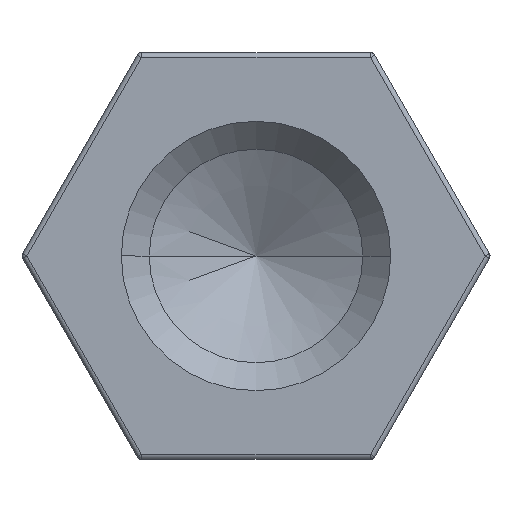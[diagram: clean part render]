
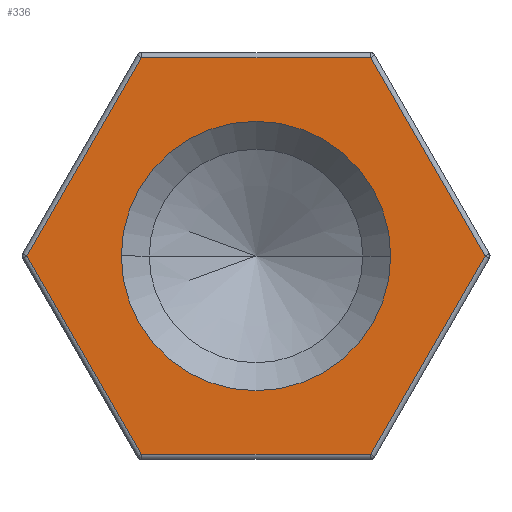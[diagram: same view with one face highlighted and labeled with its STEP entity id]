
A CAD part, left-side view. The second image highlights one B-rep face of the part: STEP entity #336.
In plain terms, the highlighted planar face has unit normal (-1, 0, 0).
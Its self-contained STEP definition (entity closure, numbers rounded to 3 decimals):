
#3 = CARTESIAN_POINT ( 'NONE',  ( 0., 3.377, -1.95 ) ) ;
#7 = ORIENTED_EDGE ( 'NONE', *, *, #194, .T. ) ;
#10 = DIRECTION ( 'NONE',  ( 0., 0.5, -0.866 ) ) ;
#16 = CARTESIAN_POINT ( 'NONE',  ( 0., 3.377, 1.95 ) ) ;
#44 = CARTESIAN_POINT ( 'NONE',  ( 0., -3.377, -1.95 ) ) ;
#51 = AXIS2_PLACEMENT_3D ( 'NONE', #1168, #1159, #1263 ) ;
#75 = VERTEX_POINT ( 'NONE', #97 ) ;
#89 = CARTESIAN_POINT ( 'NONE',  ( 0., 0., -3.9 ) ) ;
#97 = CARTESIAN_POINT ( 'NONE',  ( 0., -2.252, 3.9 ) ) ;
#104 = PLANE ( 'NONE',  #559 ) ;
#122 = EDGE_CURVE ( 'NONE', #1224, #75, #1114, .T. ) ;
#124 = EDGE_CURVE ( 'NONE', #595, #1153, #718, .T. ) ;
#128 = EDGE_CURVE ( 'NONE', #75, #1240, #1336, .T. ) ;
#147 = DIRECTION ( 'NONE',  ( 0., -1., 0. ) ) ;
#186 = EDGE_CURVE ( 'NONE', #329, #1136, #816, .T. ) ;
#189 = EDGE_CURVE ( 'NONE', #1136, #1224, #604, .T. ) ;
#194 = EDGE_CURVE ( 'NONE', #1240, #606, #791, .T. ) ;
#197 = LINE ( 'NONE', #3, #762 ) ;
#198 = EDGE_CURVE ( 'NONE', #606, #329, #197, .T. ) ;
#269 = EDGE_CURVE ( 'NONE', #1153, #595, #775, .T. ) ;
#287 = DIRECTION ( 'NONE',  ( 0., -0.5, 0.866 ) ) ;
#288 = CARTESIAN_POINT ( 'NONE',  ( 0., 4.503, 0. ) ) ;
#297 = CARTESIAN_POINT ( 'NONE',  ( 0., 2.65, 0. ) ) ;
#327 = ORIENTED_EDGE ( 'NONE', *, *, #186, .T. ) ;
#329 = VERTEX_POINT ( 'NONE', #471 ) ;
#336 = ADVANCED_FACE ( 'NONE', ( #603, #629 ), #104, .F. ) ;
#415 = DIRECTION ( 'NONE',  ( 0., -0.5, -0.866 ) ) ;
#435 = EDGE_LOOP ( 'NONE', ( #781, #596, #7, #1340, #327, #934 ) ) ;
#438 = AXIS2_PLACEMENT_3D ( 'NONE', #907, #897, #456 ) ;
#450 = DIRECTION ( 'NONE',  ( 0., 1., 0. ) ) ;
#456 = DIRECTION ( 'NONE',  ( 0., 1., 0. ) ) ;
#465 = CARTESIAN_POINT ( 'NONE',  ( 0., 0., 0. ) ) ;
#471 = CARTESIAN_POINT ( 'NONE',  ( 0., 2.252, -3.9 ) ) ;
#474 = DIRECTION ( 'NONE',  ( 1., 0., 0. ) ) ;
#544 = CARTESIAN_POINT ( 'NONE',  ( 0., -3.377, 1.95 ) ) ;
#559 = AXIS2_PLACEMENT_3D ( 'NONE', #465, #474, #450 ) ;
#574 = VECTOR ( 'NONE', #287, 1000. ) ;
#595 = VERTEX_POINT ( 'NONE', #297 ) ;
#596 = ORIENTED_EDGE ( 'NONE', *, *, #128, .T. ) ;
#603 = FACE_OUTER_BOUND ( 'NONE', #435, .T. ) ;
#604 = LINE ( 'NONE', #44, #574 ) ;
#606 = VERTEX_POINT ( 'NONE', #288 ) ;
#629 = FACE_BOUND ( 'NONE', #1221, .T. ) ;
#679 = CARTESIAN_POINT ( 'NONE',  ( 0., -2.65, 0. ) ) ;
#718 = CIRCLE ( 'NONE', #51, 2.65 ) ;
#754 = CARTESIAN_POINT ( 'NONE',  ( 0., -4.503, 0. ) ) ;
#757 = CARTESIAN_POINT ( 'NONE',  ( 0., 2.252, 3.9 ) ) ;
#762 = VECTOR ( 'NONE', #415, 1000. ) ;
#775 = CIRCLE ( 'NONE', #438, 2.65 ) ;
#781 = ORIENTED_EDGE ( 'NONE', *, *, #122, .T. ) ;
#791 = LINE ( 'NONE', #16, #1268 ) ;
#816 = LINE ( 'NONE', #89, #1293 ) ;
#832 = VECTOR ( 'NONE', #1156, 1000. ) ;
#863 = VECTOR ( 'NONE', #1157, 1000. ) ;
#897 = DIRECTION ( 'NONE',  ( 1., 0., 0. ) ) ;
#907 = CARTESIAN_POINT ( 'NONE',  ( 0., 0., 0. ) ) ;
#934 = ORIENTED_EDGE ( 'NONE', *, *, #189, .T. ) ;
#1025 = CARTESIAN_POINT ( 'NONE',  ( 0., -2.252, -3.9 ) ) ;
#1055 = ORIENTED_EDGE ( 'NONE', *, *, #124, .T. ) ;
#1114 = LINE ( 'NONE', #544, #863 ) ;
#1136 = VERTEX_POINT ( 'NONE', #1025 ) ;
#1153 = VERTEX_POINT ( 'NONE', #679 ) ;
#1156 = DIRECTION ( 'NONE',  ( 0., 1., 0. ) ) ;
#1157 = DIRECTION ( 'NONE',  ( 0., 0.5, 0.866 ) ) ;
#1159 = DIRECTION ( 'NONE',  ( 1., 0., 0. ) ) ;
#1168 = CARTESIAN_POINT ( 'NONE',  ( 0., 0., 0. ) ) ;
#1172 = CARTESIAN_POINT ( 'NONE',  ( 0., 0., 3.9 ) ) ;
#1221 = EDGE_LOOP ( 'NONE', ( #1055, #1349 ) ) ;
#1224 = VERTEX_POINT ( 'NONE', #754 ) ;
#1240 = VERTEX_POINT ( 'NONE', #757 ) ;
#1263 = DIRECTION ( 'NONE',  ( 0., 1., 0. ) ) ;
#1268 = VECTOR ( 'NONE', #10, 1000. ) ;
#1293 = VECTOR ( 'NONE', #147, 1000. ) ;
#1336 = LINE ( 'NONE', #1172, #832 ) ;
#1340 = ORIENTED_EDGE ( 'NONE', *, *, #198, .T. ) ;
#1349 = ORIENTED_EDGE ( 'NONE', *, *, #269, .T. ) ;
